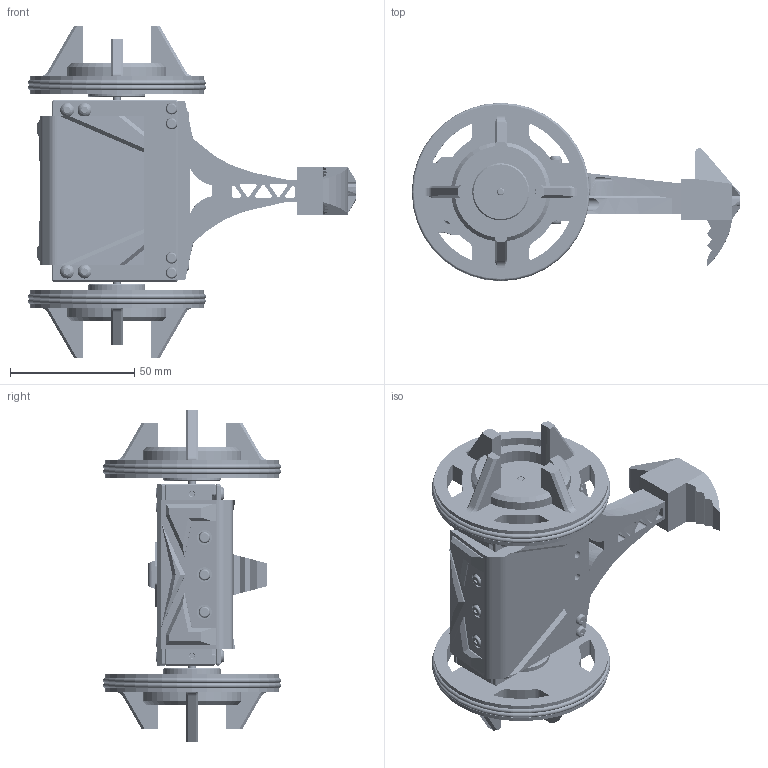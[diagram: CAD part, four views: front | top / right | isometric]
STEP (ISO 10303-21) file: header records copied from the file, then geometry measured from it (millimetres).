
FILE_DESCRIPTION((''),'2;1');
FILE_NAME('1000_ASM','2024-03-12T11:33:50',('77678'),(''),'CREO PARAMETRIC BY PTC INC, 2020053','CREO PARAMETRIC BY PTC INC, 2020053','');
FILE_SCHEMA(('AP242_MANAGED_MODEL_BASED_3D_ENGINEERING_MIM_LF { 1 0 10303 442 1 1 4 }'));
Products named in the file (11): GB70_2-M3X8-12_9; MY2-5X6; 00; 00_ASM; GB819_1-M2X4-4_8; M3X40001; 0010_ASM; 0013; 0015; 06280001; 1000_ASM
Assembly tree (27 placements, depth 3):
  1000_ASM
    00_ASM
      GB70_2-M3X8-12_9  x4
      MY2-5X6  x4
      00
    0010_ASM  x2
      GB819_1-M2X4-4_8
      M3X40001
    0013  x2
    0015
    06280001
    MY2-5X6  x7
Bounding box: 132.03 x 71.55 x 133.5 mm (x, y, z)
Volume: 200307 mm3; surface area: 74719.2 mm2
Topology: 32 solids, 40 shells, 2858 faces, 7184 edges, 4565 vertices
Faces by surface type: cylinder 1217, plane 934, bspline 295, cone 287, torus 51, sphere 46, extrusion 28
Entity records: 73406 total; most frequent: CARTESIAN_POINT 26892, DIRECTION 9218, ORIENTED_EDGE 9064, EDGE_CURVE 4532, AXIS2_PLACEMENT_3D 3395, VERTEX_POINT 2865, VECTOR 2428, LINE 2400
